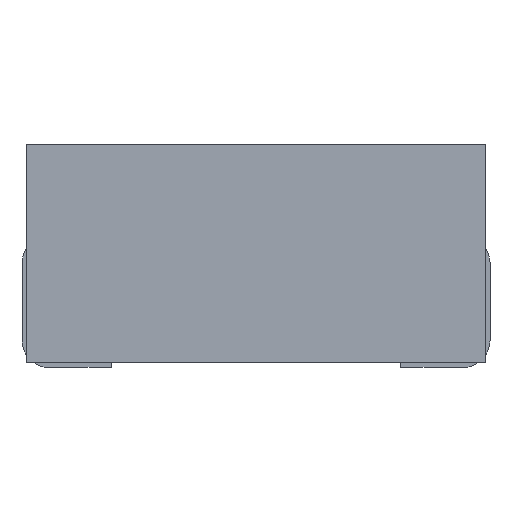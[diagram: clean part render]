
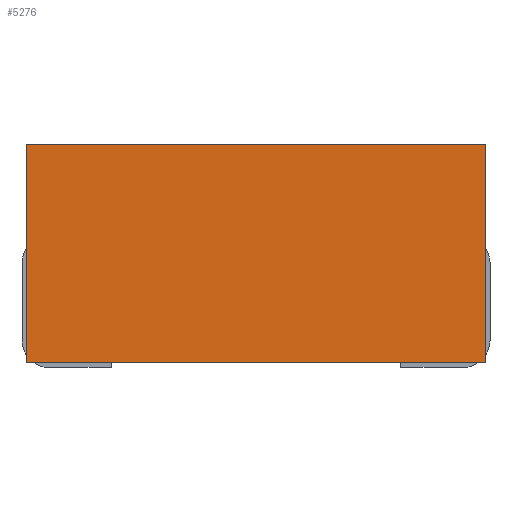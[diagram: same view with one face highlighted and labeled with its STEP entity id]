
A CAD part, front view. The second image highlights one B-rep face of the part: STEP entity #5276.
In plain terms, the highlighted face is planar.
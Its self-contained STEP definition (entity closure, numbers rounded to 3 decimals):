
#182=ORIENTED_EDGE('',*,*,#1274,.T.);
#183=ORIENTED_EDGE('',*,*,#1275,.F.);
#184=ORIENTED_EDGE('',*,*,#1276,.F.);
#185=ORIENTED_EDGE('',*,*,#1272,.T.);
#1272=EDGE_CURVE('',#1815,#1814,#2190,.T.);
#1274=EDGE_CURVE('',#1814,#1816,#2192,.T.);
#1275=EDGE_CURVE('',#1817,#1816,#2193,.T.);
#1276=EDGE_CURVE('',#1815,#1817,#2194,.T.);
#1814=VERTEX_POINT('',#6785);
#1815=VERTEX_POINT('',#6787);
#1816=VERTEX_POINT('',#6791);
#1817=VERTEX_POINT('',#6793);
#2190=LINE('',#6786,#2665);
#2192=LINE('',#6790,#2667);
#2193=LINE('',#6792,#2668);
#2194=LINE('',#6794,#2669);
#2665=VECTOR('',#5793,1000.);
#2667=VECTOR('',#5797,1000.);
#2668=VECTOR('',#5798,1000.);
#2669=VECTOR('',#5799,1000.);
#3114=EDGE_LOOP('',(#182,#183,#184,#185));
#3360=FACE_BOUND('',#3114,.T.);
#3606=PLANE('',#5496);
#5276=ADVANCED_FACE('',(#3360),#3606,.T.);
#5496=AXIS2_PLACEMENT_3D('',#6789,#5795,#5796);
#5793=DIRECTION('',(0.,1.,0.));
#5795=DIRECTION('',(1.,0.,0.));
#5796=DIRECTION('',(0.,0.,-1.));
#5797=DIRECTION('',(0.,0.,1.));
#5798=DIRECTION('',(0.,1.,0.));
#5799=DIRECTION('',(0.,0.,1.));
#6785=CARTESIAN_POINT('',(5.15,5.15,-2.9));
#6786=CARTESIAN_POINT('',(5.15,-5.15,-2.9));
#6787=CARTESIAN_POINT('',(5.15,-5.15,-2.9));
#6789=CARTESIAN_POINT('',(5.15,-5.15,-2.9));
#6790=CARTESIAN_POINT('',(5.15,5.15,-2.9));
#6791=CARTESIAN_POINT('',(5.15,5.15,2.));
#6792=CARTESIAN_POINT('',(5.15,-5.15,2.));
#6793=CARTESIAN_POINT('',(5.15,-5.15,2.));
#6794=CARTESIAN_POINT('',(5.15,-5.15,-2.9));
